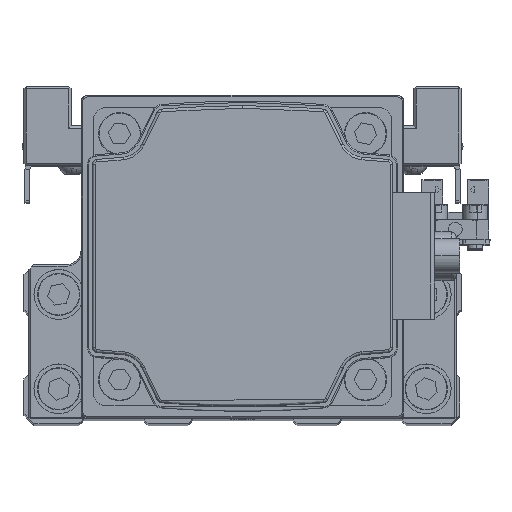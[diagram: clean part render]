
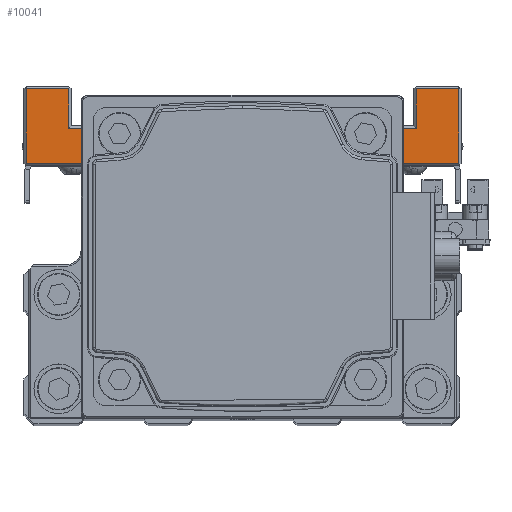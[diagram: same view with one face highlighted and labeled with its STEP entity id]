
A CAD part, top view. The second image highlights one B-rep face of the part: STEP entity #10041.
In plain terms, the highlighted face is planar.
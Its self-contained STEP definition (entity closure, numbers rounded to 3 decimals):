
#194 = VECTOR ( 'NONE', #29197, 1000. ) ;
#279 = CARTESIAN_POINT ( 'NONE',  ( 37.5, 23., 44. ) ) ;
#929 = ORIENTED_EDGE ( 'NONE', *, *, #19196, .T. ) ;
#1082 = CARTESIAN_POINT ( 'NONE',  ( 37.5, -7.5, -20. ) ) ;
#2309 = VERTEX_POINT ( 'NONE', #11758 ) ;
#2313 = LINE ( 'NONE', #14645, #15041 ) ;
#2548 = LINE ( 'NONE', #14879, #11849 ) ;
#3196 = CARTESIAN_POINT ( 'NONE',  ( 37.5, 7.5, 43.5 ) ) ;
#3269 = EDGE_CURVE ( 'NONE', #14610, #37035, #19095, .T. ) ;
#3278 = VERTEX_POINT ( 'NONE', #28381 ) ;
#3713 = DIRECTION ( 'NONE',  ( 0., 0., -1. ) ) ;
#4544 = VERTEX_POINT ( 'NONE', #15652 ) ;
#4547 = LINE ( 'NONE', #16874, #194 ) ;
#5170 = DIRECTION ( 'NONE',  ( 0., 0., -1. ) ) ;
#5460 = VERTEX_POINT ( 'NONE', #22546 ) ;
#5648 = VECTOR ( 'NONE', #35136, 1000. ) ;
#5818 = DIRECTION ( 'NONE',  ( 0., 0., 1. ) ) ;
#6549 = DIRECTION ( 'NONE',  ( 0., 1., 0. ) ) ;
#6775 = EDGE_CURVE ( 'NONE', #3278, #12068, #4547, .T. ) ;
#7140 = ORIENTED_EDGE ( 'NONE', *, *, #36823, .T. ) ;
#7828 = CARTESIAN_POINT ( 'NONE',  ( 37.5, 7.5, 35. ) ) ;
#8212 = CARTESIAN_POINT ( 'NONE',  ( 37.5, 7.5, 20. ) ) ;
#8398 = ORIENTED_EDGE ( 'NONE', *, *, #6775, .T. ) ;
#8858 = PLANE ( 'NONE',  #33449 ) ;
#9222 = VERTEX_POINT ( 'NONE', #31083 ) ;
#9229 = ORIENTED_EDGE ( 'NONE', *, *, #19083, .F. ) ;
#9617 = VECTOR ( 'NONE', #15540, 1000. ) ;
#10041 = ADVANCED_FACE ( 'NONE', ( #36561 ), #8858, .F. ) ;
#10470 = LINE ( 'NONE', #22819, #5648 ) ;
#10548 = CARTESIAN_POINT ( 'NONE',  ( 37.5, -7.5, 20. ) ) ;
#10635 = ORIENTED_EDGE ( 'NONE', *, *, #3269, .T. ) ;
#11758 = CARTESIAN_POINT ( 'NONE',  ( 37.5, 8., -43.5 ) ) ;
#11849 = VECTOR ( 'NONE', #27199, 1000. ) ;
#12068 = VERTEX_POINT ( 'NONE', #39108 ) ;
#12604 = DIRECTION ( 'NONE',  ( 0., 0., 1. ) ) ;
#12736 = EDGE_LOOP ( 'NONE', ( #9229, #38517, #16658, #12868, #929, #8398, #39542, #20542, #28384, #10635, #37707, #7140 ) ) ;
#12868 = ORIENTED_EDGE ( 'NONE', *, *, #20922, .T. ) ;
#14185 = EDGE_CURVE ( 'NONE', #12068, #9222, #35531, .T. ) ;
#14286 = LINE ( 'NONE', #26618, #22479 ) ;
#14610 = VERTEX_POINT ( 'NONE', #26393 ) ;
#14645 = CARTESIAN_POINT ( 'NONE',  ( 37.5, 23., -34.5 ) ) ;
#14879 = CARTESIAN_POINT ( 'NONE',  ( 37.5, -7.5, -20. ) ) ;
#14914 = VERTEX_POINT ( 'NONE', #1082 ) ;
#15041 = VECTOR ( 'NONE', #26973, 1000. ) ;
#15540 = DIRECTION ( 'NONE',  ( 0., -1., 0. ) ) ;
#15652 = CARTESIAN_POINT ( 'NONE',  ( 37.5, 23., -35. ) ) ;
#16102 = EDGE_CURVE ( 'NONE', #9222, #39562, #27953, .T. ) ;
#16658 = ORIENTED_EDGE ( 'NONE', *, *, #26205, .T. ) ;
#16874 = CARTESIAN_POINT ( 'NONE',  ( 37.5, 15., 34.5 ) ) ;
#16949 = EDGE_CURVE ( 'NONE', #39562, #14610, #30900, .T. ) ;
#18027 = EDGE_CURVE ( 'NONE', #22901, #2309, #20545, .T. ) ;
#18870 = VECTOR ( 'NONE', #20546, 1000. ) ;
#19083 = EDGE_CURVE ( 'NONE', #22901, #14914, #10470, .T. ) ;
#19095 = LINE ( 'NONE', #31421, #28940 ) ;
#19196 = EDGE_CURVE ( 'NONE', #4544, #3278, #14286, .T. ) ;
#20165 = DIRECTION ( 'NONE',  ( 0., 1., 0. ) ) ;
#20542 = ORIENTED_EDGE ( 'NONE', *, *, #16102, .T. ) ;
#20545 = LINE ( 'NONE', #32875, #39156 ) ;
#20546 = DIRECTION ( 'NONE',  ( 0., -1., 0. ) ) ;
#20754 = VECTOR ( 'NONE', #12604, 1000. ) ;
#20922 = EDGE_CURVE ( 'NONE', #5460, #4544, #2313, .T. ) ;
#21192 = CARTESIAN_POINT ( 'NONE',  ( 37.5, 7.5, -20. ) ) ;
#21372 = LINE ( 'NONE', #34258, #28344 ) ;
#22200 = VERTEX_POINT ( 'NONE', #10548 ) ;
#22479 = VECTOR ( 'NONE', #38944, 1000. ) ;
#22546 = CARTESIAN_POINT ( 'NONE',  ( 37.5, 23., -43.5 ) ) ;
#22819 = CARTESIAN_POINT ( 'NONE',  ( 37.5, 7.5, -20. ) ) ;
#22901 = VERTEX_POINT ( 'NONE', #37138 ) ;
#24490 = CARTESIAN_POINT ( 'NONE',  ( 37.5, 23., 43.5 ) ) ;
#26205 = EDGE_CURVE ( 'NONE', #2309, #5460, #21372, .T. ) ;
#26393 = CARTESIAN_POINT ( 'NONE',  ( 37.5, 8., 43.5 ) ) ;
#26618 = CARTESIAN_POINT ( 'NONE',  ( 37.5, 7.5, -35. ) ) ;
#26923 = VECTOR ( 'NONE', #20165, 1000. ) ;
#26973 = DIRECTION ( 'NONE',  ( 0., 0., 1. ) ) ;
#27199 = DIRECTION ( 'NONE',  ( 0., 0., -1. ) ) ;
#27953 = LINE ( 'NONE', #279, #20754 ) ;
#28344 = VECTOR ( 'NONE', #6549, 1000. ) ;
#28381 = CARTESIAN_POINT ( 'NONE',  ( 37.5, 15., -35. ) ) ;
#28384 = ORIENTED_EDGE ( 'NONE', *, *, #16949, .T. ) ;
#28940 = VECTOR ( 'NONE', #3713, 1000. ) ;
#29197 = DIRECTION ( 'NONE',  ( 0., 0., 1. ) ) ;
#30900 = LINE ( 'NONE', #3196, #9617 ) ;
#31083 = CARTESIAN_POINT ( 'NONE',  ( 37.5, 23., 35. ) ) ;
#31421 = CARTESIAN_POINT ( 'NONE',  ( 37.5, 8., -20. ) ) ;
#32875 = CARTESIAN_POINT ( 'NONE',  ( 37.5, 8., -20. ) ) ;
#33449 = AXIS2_PLACEMENT_3D ( 'NONE', #21192, #33528, #5818 ) ;
#33528 = DIRECTION ( 'NONE',  ( -1., 0., 0. ) ) ;
#34258 = CARTESIAN_POINT ( 'NONE',  ( 37.5, 7.5, -43.5 ) ) ;
#35136 = DIRECTION ( 'NONE',  ( 0., -1., 0. ) ) ;
#35438 = EDGE_CURVE ( 'NONE', #37035, #22200, #35913, .T. ) ;
#35531 = LINE ( 'NONE', #7828, #26923 ) ;
#35913 = LINE ( 'NONE', #8212, #18870 ) ;
#36561 = FACE_OUTER_BOUND ( 'NONE', #12736, .T. ) ;
#36823 = EDGE_CURVE ( 'NONE', #22200, #14914, #2548, .T. ) ;
#37035 = VERTEX_POINT ( 'NONE', #38131 ) ;
#37138 = CARTESIAN_POINT ( 'NONE',  ( 37.5, 8., -20. ) ) ;
#37707 = ORIENTED_EDGE ( 'NONE', *, *, #35438, .T. ) ;
#38131 = CARTESIAN_POINT ( 'NONE',  ( 37.5, 8., 20. ) ) ;
#38517 = ORIENTED_EDGE ( 'NONE', *, *, #18027, .T. ) ;
#38944 = DIRECTION ( 'NONE',  ( 0., -1., 0. ) ) ;
#39108 = CARTESIAN_POINT ( 'NONE',  ( 37.5, 15., 35. ) ) ;
#39156 = VECTOR ( 'NONE', #5170, 1000. ) ;
#39542 = ORIENTED_EDGE ( 'NONE', *, *, #14185, .T. ) ;
#39562 = VERTEX_POINT ( 'NONE', #24490 ) ;
